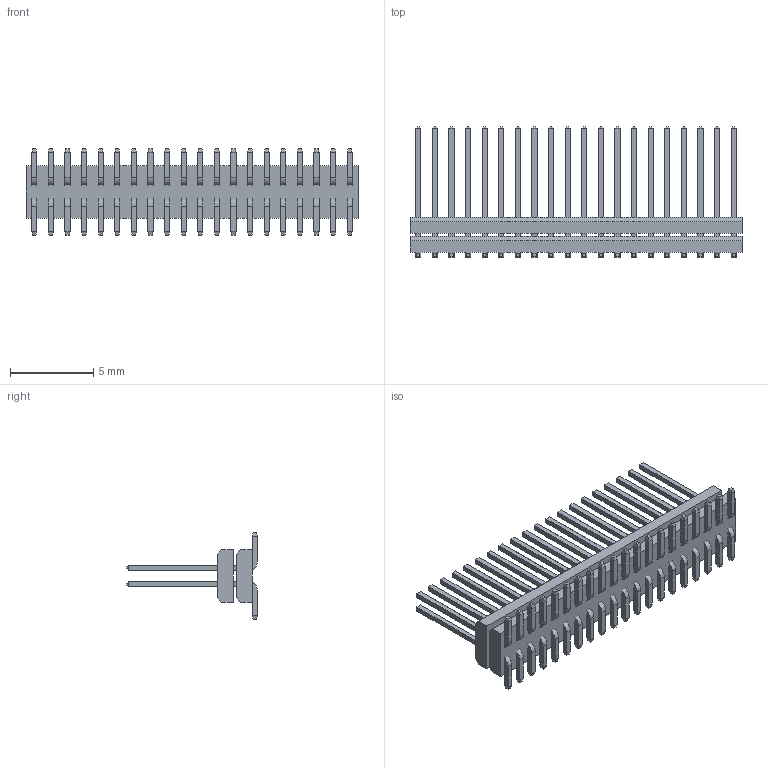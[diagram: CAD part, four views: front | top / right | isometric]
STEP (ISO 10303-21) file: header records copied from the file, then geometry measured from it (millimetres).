
FILE_DESCRIPTION(/* description */ ('STEP AP203'),/* implementation_level */ '2;1');
FILE_NAME(/* name */ 'MW-20-03-G-D-095-215',/* time_stamp */ '2025-01-21T12:42:14+01:00',/* author */ ('License CC BY-ND 4.0'),/* organization */ ('CADENAS'),/* preprocessor_version */ 'ST-DEVELOPER v19.3',/* originating_system */ 'PARTsolutions',/* authorisation */ ' ');
FILE_SCHEMA (('CONFIG_CONTROL_DESIGN'));
Length unit declared in the file: inch
Products named in the file (5): MW-20-03-G-D-095-215; MW-20-03-G-D-095-215_bottom_body; MW-20-03-G-D-095-215_top_body; MW-20-03-G-D-095-215_pins1; MW-20-03-G-D-095-215_pins-2
Assembly tree (4 placements, depth 2):
  MW-20-03-G-D-095-215
    MW-20-03-G-D-095-215_bottom_body
    MW-20-03-G-D-095-215_top_body
    MW-20-03-G-D-095-215_pins1
    MW-20-03-G-D-095-215_pins-2
Bounding box: 20 x 7.87 x 5.21 mm (x, y, z)
Volume: 161.6 mm3; surface area: 923.2 mm2
Topology: 4 solids, 4 shells, 870 faces, 2266 edges, 1404 vertices
Faces by surface type: plane 830, cylinder 40
Entity records: 25860 total; most frequent: CARTESIAN_POINT 4545, ORIENTED_EDGE 4532, DIRECTION 4096, EDGE_CURVE 2266, LINE 2186, VECTOR 2186, VERTEX_POINT 1404, AXIS2_PLACEMENT_3D 955
